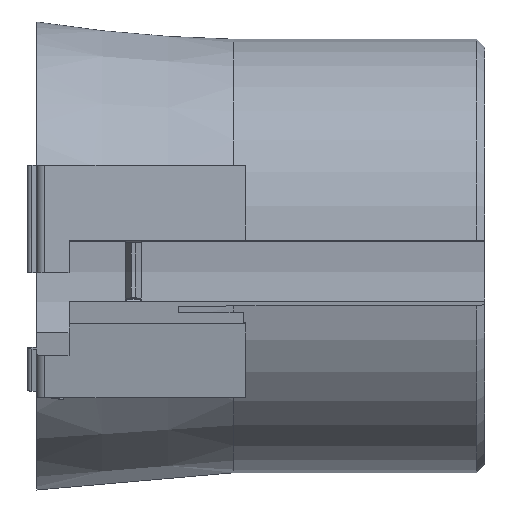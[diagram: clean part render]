
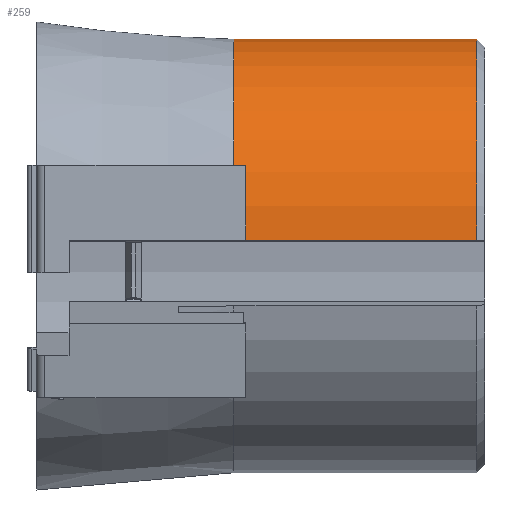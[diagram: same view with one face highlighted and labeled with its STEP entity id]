
A CAD part, top view. The second image highlights one B-rep face of the part: STEP entity #259.
In plain terms, the highlighted cylindrical face has radius 12.5 mm (diameter 25 mm), a partial arc.
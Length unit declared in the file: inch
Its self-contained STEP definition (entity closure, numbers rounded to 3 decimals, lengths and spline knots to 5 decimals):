
#46 = DIRECTION ( 'NONE',  ( -1., 0., 0. ) ) ;
#80 = EDGE_CURVE ( 'NONE', #941, #1134, #4023, .T. ) ;
#107 = DIRECTION ( 'NONE',  ( 0., -1., 0. ) ) ;
#259 = ADVANCED_FACE ( 'NONE', ( #2235 ), #2251, .T. ) ;
#376 = ORIENTED_EDGE ( 'NONE', *, *, #80, .F. ) ;
#453 = DIRECTION ( 'NONE',  ( 1., 0., 0. ) ) ;
#540 = AXIS2_PLACEMENT_3D ( 'NONE', #881, #453, #2081 ) ;
#623 = AXIS2_PLACEMENT_3D ( 'NONE', #1917, #2913, #3560 ) ;
#663 = ORIENTED_EDGE ( 'NONE', *, *, #3536, .F. ) ;
#680 = VECTOR ( 'NONE', #3757, 39.37008 ) ;
#768 = LINE ( 'NONE', #2037, #1945 ) ;
#881 = CARTESIAN_POINT ( 'NONE',  ( 1.04331, 0., 0. ) ) ;
#907 = CARTESIAN_POINT ( 'NONE',  ( 0.7565, 0.00551, -0.4921 ) ) ;
#941 = VERTEX_POINT ( 'NONE', #2429 ) ;
#1056 = EDGE_CURVE ( 'NONE', #941, #1791, #768, .T. ) ;
#1060 = CIRCLE ( 'NONE', #540, 0.49213 ) ;
#1128 = ORIENTED_EDGE ( 'NONE', *, *, #1056, .T. ) ;
#1134 = VERTEX_POINT ( 'NONE', #3528 ) ;
#1137 = DIRECTION ( 'NONE',  ( 1., 0., 0. ) ) ;
#1185 = EDGE_LOOP ( 'NONE', ( #1128, #663, #1934, #376 ) ) ;
#1189 = EDGE_CURVE ( 'NONE', #1134, #2088, #1233, .T. ) ;
#1233 = LINE ( 'NONE', #907, #680 ) ;
#1603 = CARTESIAN_POINT ( 'NONE',  ( 1.04331, 0., 0.49213 ) ) ;
#1791 = VERTEX_POINT ( 'NONE', #1603 ) ;
#1917 = CARTESIAN_POINT ( 'NONE',  ( 0.7565, 0., 0. ) ) ;
#1934 = ORIENTED_EDGE ( 'NONE', *, *, #1189, .F. ) ;
#1945 = VECTOR ( 'NONE', #1137, 39.37008 ) ;
#2037 = CARTESIAN_POINT ( 'NONE',  ( -0.0315, 0., 0.49213 ) ) ;
#2081 = DIRECTION ( 'NONE',  ( 0., 1., 0. ) ) ;
#2088 = VERTEX_POINT ( 'NONE', #2282 ) ;
#2235 = FACE_OUTER_BOUND ( 'NONE', #1185, .T. ) ;
#2251 = CYLINDRICAL_SURFACE ( 'NONE', #623, 0.49213 ) ;
#2282 = CARTESIAN_POINT ( 'NONE',  ( 1.04331, 0.00551, -0.4921 ) ) ;
#2429 = CARTESIAN_POINT ( 'NONE',  ( 0.45, 0., 0.49213 ) ) ;
#2913 = DIRECTION ( 'NONE',  ( -1., 0., 0. ) ) ;
#2949 = CARTESIAN_POINT ( 'NONE',  ( 0.45, 0., 0. ) ) ;
#3095 = AXIS2_PLACEMENT_3D ( 'NONE', #2949, #46, #107 ) ;
#3528 = CARTESIAN_POINT ( 'NONE',  ( 0.45, 0.00551, -0.4921 ) ) ;
#3536 = EDGE_CURVE ( 'NONE', #2088, #1791, #1060, .T. ) ;
#3560 = DIRECTION ( 'NONE',  ( 0., -1., 0. ) ) ;
#3757 = DIRECTION ( 'NONE',  ( 1., 0., 0. ) ) ;
#4023 = CIRCLE ( 'NONE', #3095, 0.49213 ) ;
